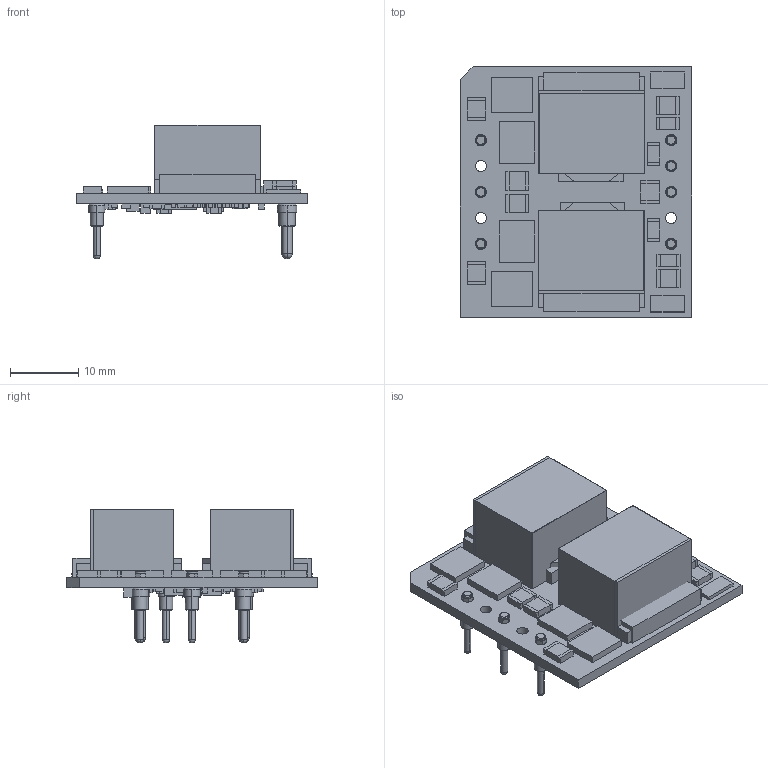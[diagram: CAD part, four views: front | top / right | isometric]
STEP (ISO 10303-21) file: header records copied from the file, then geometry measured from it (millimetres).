
FILE_DESCRIPTION(('Open CASCADE Model'),'2;1');
FILE_NAME('Open CASCADE Shape Model','2021-10-07T11:54:40',('Author'),( 'Open CASCADE'),'Open CASCADE STEP processor 6.8','Open CASCADE 6.8' ,'Unknown');
FILE_SCHEMA(('AUTOMOTIVE_DESIGN { 1 0 10303 214 1 1 1 1 }'));
Length unit declared in the file: millimetre
Products named in the file (156): PCB; Board; Open CASCADE STEP translator 6.8 2.1.1; L2; 7268418400; Extruded; 7268418160; 7268417920; 7268089776; 7268089536; 7268089296; L1; 7268089056; 7268088656; 7268088096; R35; 7268086816; 5999132192; R34; 6353310944; 6353311344; C40; R33; 6353309504; 6353309104; C21; 6353007888; 6353007648; R2; 7267365840; R5; C11; 6353307984; 6353308384; C16; 5878309216; 5878308896; R7; 5999132512; P10 ...
Assembly tree (318 placements, depth 4):
  PCB
    Board
      Open CASCADE STEP translator 6.8 2.1.1
    L2
      7268418400
        Extruded
      7268418160
        Extruded
      7268417920
        Extruded
      7268089776
        Extruded
      7268089536
        Extruded
      7268089296
        Extruded
    L1
      7268089056
        Extruded
      7268418160
        Extruded
      7268088656
        Extruded
      7268089776
        Extruded
      7268089536
        Extruded
      7268088096
        Extruded
    R35
      7268086816  x2
        Extruded
      5999132192
        Extruded
    R34
      6353310944
        Extruded
      6353311344  x2
        Extruded
    C40
      7268086816  x2
        Extruded
      5999132192
        Extruded
    R33
      6353309504  x2
        Extruded
      6353309104
        Extruded
    C21
      6353007888
        Extruded
      6353007648  x2
        Extruded
    R2
      7267365840
        Extruded
    R5
      7267365840
        Extruded
Bounding box: 34.04 x 36.83 x 19.65 mm (x, y, z)
Volume: 10299.5 mm3; surface area: 9190.4 mm2
Topology: 204 solids, 204 shells, 1586 faces, 3341 edges, 2187 vertices
Faces by surface type: plane 1450, cylinder 80, cone 42, sphere 14
Full cylindrical faces by diameter (mm): 1.654 x10
Entity records: 14128 total; most frequent: DIRECTION 2128, CARTESIAN_POINT 2017, ORIENTED_EDGE 1482, AXIS2_PLACEMENT_3D 752, EDGE_CURVE 741, LINE 624, VECTOR 624, VERTEX_POINT 485
